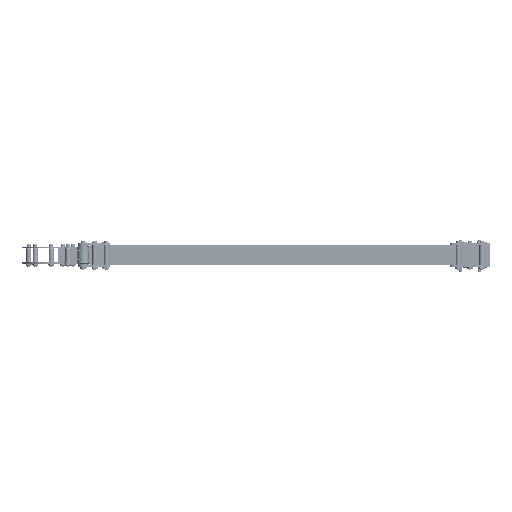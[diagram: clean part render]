
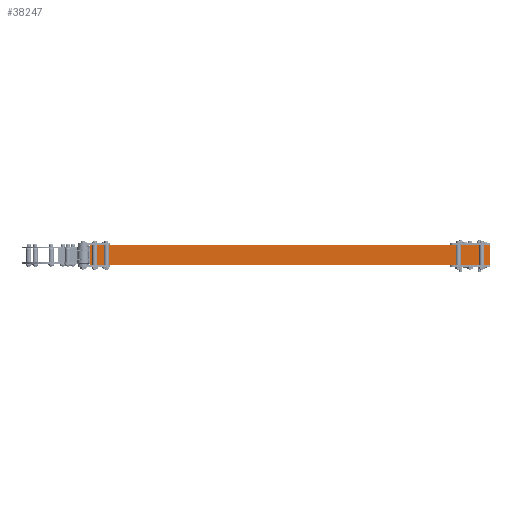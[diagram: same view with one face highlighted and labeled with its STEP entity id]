
A CAD part, left-side view. The second image highlights one B-rep face of the part: STEP entity #38247.
In plain terms, the highlighted planar face has unit normal (-1, 0, 0).
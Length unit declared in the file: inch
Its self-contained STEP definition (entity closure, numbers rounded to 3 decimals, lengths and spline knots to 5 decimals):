
#1162 = EDGE_CURVE ( 'NONE', #52334, #53793, #11191, .T. ) ;
#3942 = CARTESIAN_POINT ( 'NONE',  ( 0., 0., 0. ) ) ;
#8950 = VECTOR ( 'NONE', #12202, 39.37008 ) ;
#9310 = CARTESIAN_POINT ( 'NONE',  ( 0., 30., 0. ) ) ;
#9632 = FACE_OUTER_BOUND ( 'NONE', #31716, .T. ) ;
#10234 = EDGE_CURVE ( 'NONE', #35966, #52627, #37807, .T. ) ;
#11191 = LINE ( 'NONE', #37470, #49739 ) ;
#12202 = DIRECTION ( 'NONE',  ( 0., -1., 0. ) ) ;
#16405 = CARTESIAN_POINT ( 'NONE',  ( 0., 30., -1.5 ) ) ;
#18297 = VECTOR ( 'NONE', #42019, 39.37008 ) ;
#18318 = DIRECTION ( 'NONE',  ( 0., 0., -1. ) ) ;
#18621 = EDGE_CURVE ( 'NONE', #52334, #35966, #54791, .T. ) ;
#19527 = ORIENTED_EDGE ( 'NONE', *, *, #28896, .F. ) ;
#19863 = DIRECTION ( 'NONE',  ( 0., 0., 1. ) ) ;
#26126 = DIRECTION ( 'NONE',  ( 1., 0., 0. ) ) ;
#28651 = ORIENTED_EDGE ( 'NONE', *, *, #10234, .T. ) ;
#28896 = EDGE_CURVE ( 'NONE', #53793, #52627, #44527, .T. ) ;
#30124 = ORIENTED_EDGE ( 'NONE', *, *, #1162, .F. ) ;
#31181 = PLANE ( 'NONE',  #40300 ) ;
#31382 = DIRECTION ( 'NONE',  ( 0., -1., 0. ) ) ;
#31716 = EDGE_LOOP ( 'NONE', ( #28651, #19527, #30124, #40163 ) ) ;
#35966 = VERTEX_POINT ( 'NONE', #44381 ) ;
#37470 = CARTESIAN_POINT ( 'NONE',  ( 0., 30., 0. ) ) ;
#37807 = LINE ( 'NONE', #3942, #18297 ) ;
#38247 = ADVANCED_FACE ( 'NONE', ( #9632 ), #31181, .F. ) ;
#39597 = CARTESIAN_POINT ( 'NONE',  ( 0., 30., -1.5 ) ) ;
#39865 = CARTESIAN_POINT ( 'NONE',  ( 0., 30., 0. ) ) ;
#40163 = ORIENTED_EDGE ( 'NONE', *, *, #18621, .T. ) ;
#40300 = AXIS2_PLACEMENT_3D ( 'NONE', #39865, #26126, #18318 ) ;
#40796 = VECTOR ( 'NONE', #31382, 39.37008 ) ;
#42019 = DIRECTION ( 'NONE',  ( 0., 0., 1. ) ) ;
#44250 = CARTESIAN_POINT ( 'NONE',  ( 0., 30., 0. ) ) ;
#44381 = CARTESIAN_POINT ( 'NONE',  ( 0., 0., -1.5 ) ) ;
#44527 = LINE ( 'NONE', #44250, #40796 ) ;
#46214 = CARTESIAN_POINT ( 'NONE',  ( 0., 0., 0. ) ) ;
#49739 = VECTOR ( 'NONE', #19863, 39.37008 ) ;
#52334 = VERTEX_POINT ( 'NONE', #39597 ) ;
#52627 = VERTEX_POINT ( 'NONE', #46214 ) ;
#53793 = VERTEX_POINT ( 'NONE', #9310 ) ;
#54791 = LINE ( 'NONE', #16405, #8950 ) ;
